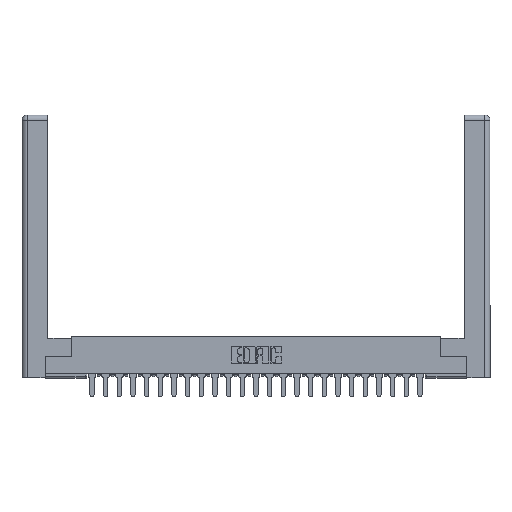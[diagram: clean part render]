
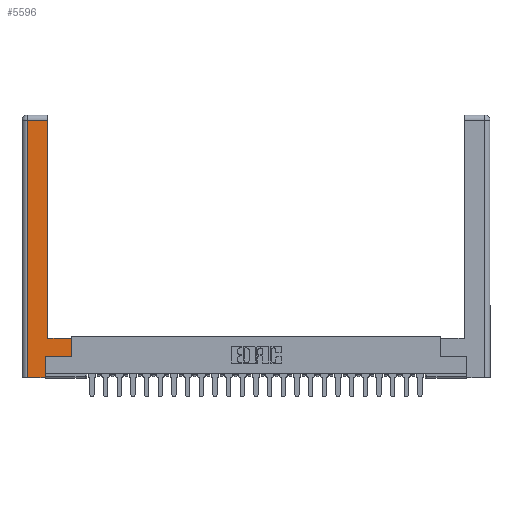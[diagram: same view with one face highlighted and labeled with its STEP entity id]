
A CAD part, top view. The second image highlights one B-rep face of the part: STEP entity #5596.
In plain terms, the highlighted planar face has unit normal (0, 0, 1).
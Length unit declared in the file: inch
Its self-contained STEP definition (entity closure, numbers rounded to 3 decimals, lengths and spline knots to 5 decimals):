
#31 = CARTESIAN_POINT ( 'NONE',  ( 0.265, 0., 0. ) ) ;
#117 = CARTESIAN_POINT ( 'NONE',  ( 0.265, 0.245, 0. ) ) ;
#564 = CARTESIAN_POINT ( 'NONE',  ( 0.0615, 0., 0. ) ) ;
#685 = VECTOR ( 'NONE', #1705, 39.37008 ) ;
#888 = ORIENTED_EDGE ( 'NONE', *, *, #9416, .T. ) ;
#1081 = ORIENTED_EDGE ( 'NONE', *, *, #12078, .T. ) ;
#1199 = VECTOR ( 'NONE', #17461, 39.37008 ) ;
#1271 = ORIENTED_EDGE ( 'NONE', *, *, #23120, .T. ) ;
#1490 = DIRECTION ( 'NONE',  ( 1., 0., 0. ) ) ;
#1705 = DIRECTION ( 'NONE',  ( 0., 1., 0. ) ) ;
#3035 = CARTESIAN_POINT ( 'NONE',  ( 0.295, 2.94, 0. ) ) ;
#5249 = LINE ( 'NONE', #17122, #18965 ) ;
#5495 = VERTEX_POINT ( 'NONE', #117 ) ;
#5523 = ORIENTED_EDGE ( 'NONE', *, *, #8071, .T. ) ;
#5596 = ADVANCED_FACE ( 'NONE', ( #19134 ), #17005, .F. ) ;
#8071 = EDGE_CURVE ( 'NONE', #11474, #15099, #8355, .T. ) ;
#8355 = LINE ( 'NONE', #31, #23294 ) ;
#8707 = DIRECTION ( 'NONE',  ( -1., 0., 0. ) ) ;
#8963 = DIRECTION ( 'NONE',  ( 0., 0., -1. ) ) ;
#9416 = EDGE_CURVE ( 'NONE', #24427, #22786, #19133, .T. ) ;
#9671 = CARTESIAN_POINT ( 'NONE',  ( 0.265, 0.245, 0. ) ) ;
#10115 = CARTESIAN_POINT ( 'NONE',  ( 0.565, 0.245, 0. ) ) ;
#10851 = DIRECTION ( 'NONE',  ( -1., 0., 0. ) ) ;
#11294 = CARTESIAN_POINT ( 'NONE',  ( 0.0615, 2.94, 0. ) ) ;
#11474 = VERTEX_POINT ( 'NONE', #564 ) ;
#11780 = EDGE_CURVE ( 'NONE', #5495, #17557, #23575, .T. ) ;
#12078 = EDGE_CURVE ( 'NONE', #13210, #17780, #24863, .T. ) ;
#12416 = LINE ( 'NONE', #20481, #13888 ) ;
#12731 = CARTESIAN_POINT ( 'NONE',  ( 0.265, 0., 0. ) ) ;
#13210 = VERTEX_POINT ( 'NONE', #3035 ) ;
#13888 = VECTOR ( 'NONE', #14642, 39.37008 ) ;
#14642 = DIRECTION ( 'NONE',  ( 0., -1., 0. ) ) ;
#15099 = VERTEX_POINT ( 'NONE', #12731 ) ;
#15157 = DIRECTION ( 'NONE',  ( -1., 0., 0. ) ) ;
#16166 = VECTOR ( 'NONE', #15157, 39.37008 ) ;
#16268 = DIRECTION ( 'NONE',  ( 1., 0., 0. ) ) ;
#16922 = CARTESIAN_POINT ( 'NONE',  ( 0.0615, 2.94, 0. ) ) ;
#17005 = PLANE ( 'NONE',  #24447 ) ;
#17122 = CARTESIAN_POINT ( 'NONE',  ( 0.295, 3., 0. ) ) ;
#17186 = LINE ( 'NONE', #9671, #1199 ) ;
#17349 = ORIENTED_EDGE ( 'NONE', *, *, #18756, .T. ) ;
#17461 = DIRECTION ( 'NONE',  ( 0., 1., 0. ) ) ;
#17557 = VERTEX_POINT ( 'NONE', #10115 ) ;
#17710 = LINE ( 'NONE', #25782, #685 ) ;
#17780 = VERTEX_POINT ( 'NONE', #11294 ) ;
#18050 = CARTESIAN_POINT ( 'NONE',  ( 0.565, 0.45, 0. ) ) ;
#18080 = EDGE_LOOP ( 'NONE', ( #1271, #1081, #19885, #5523, #26031, #21590, #17349, #888 ) ) ;
#18750 = VECTOR ( 'NONE', #1490, 39.37008 ) ;
#18752 = CARTESIAN_POINT ( 'NONE',  ( 0., 0., 0. ) ) ;
#18756 = EDGE_CURVE ( 'NONE', #17557, #24427, #17710, .T. ) ;
#18965 = VECTOR ( 'NONE', #25202, 39.37008 ) ;
#19133 = LINE ( 'NONE', #24951, #16166 ) ;
#19134 = FACE_OUTER_BOUND ( 'NONE', #18080, .T. ) ;
#19885 = ORIENTED_EDGE ( 'NONE', *, *, #22559, .T. ) ;
#19938 = CARTESIAN_POINT ( 'NONE',  ( 0.295, 0.45, 0. ) ) ;
#20010 = VECTOR ( 'NONE', #10851, 39.37008 ) ;
#20481 = CARTESIAN_POINT ( 'NONE',  ( 0.0615, 0., 0. ) ) ;
#21590 = ORIENTED_EDGE ( 'NONE', *, *, #11780, .T. ) ;
#21980 = CARTESIAN_POINT ( 'NONE',  ( 0.565, 0.245, 0. ) ) ;
#22192 = EDGE_CURVE ( 'NONE', #15099, #5495, #17186, .T. ) ;
#22559 = EDGE_CURVE ( 'NONE', #17780, #11474, #12416, .T. ) ;
#22786 = VERTEX_POINT ( 'NONE', #19938 ) ;
#23120 = EDGE_CURVE ( 'NONE', #22786, #13210, #5249, .T. ) ;
#23294 = VECTOR ( 'NONE', #16268, 39.37008 ) ;
#23575 = LINE ( 'NONE', #21980, #18750 ) ;
#24427 = VERTEX_POINT ( 'NONE', #18050 ) ;
#24447 = AXIS2_PLACEMENT_3D ( 'NONE', #18752, #8963, #8707 ) ;
#24863 = LINE ( 'NONE', #16922, #20010 ) ;
#24951 = CARTESIAN_POINT ( 'NONE',  ( 0.295, 0.45, 0. ) ) ;
#25202 = DIRECTION ( 'NONE',  ( 0., 1., 0. ) ) ;
#25782 = CARTESIAN_POINT ( 'NONE',  ( 0.565, 0.45, 0. ) ) ;
#26031 = ORIENTED_EDGE ( 'NONE', *, *, #22192, .T. ) ;
